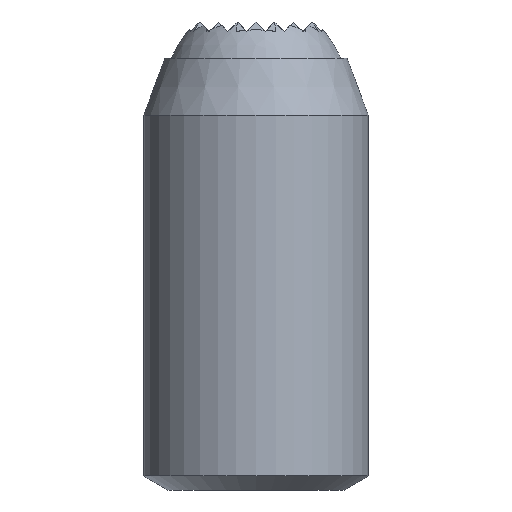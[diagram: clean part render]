
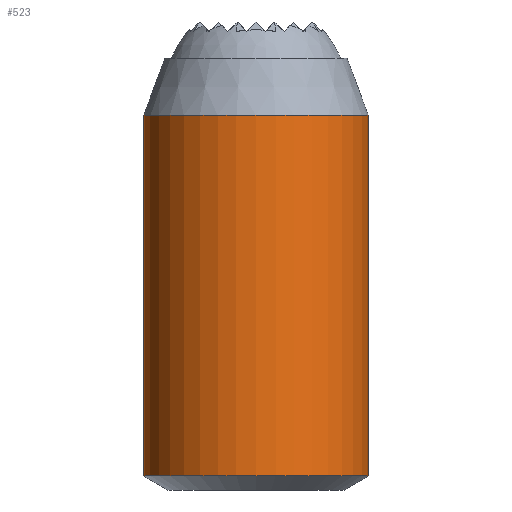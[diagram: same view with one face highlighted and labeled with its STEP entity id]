
A CAD part, front view. The second image highlights one B-rep face of the part: STEP entity #523.
In plain terms, the highlighted cylindrical face has radius 12 mm (diameter 24 mm), a full revolution.
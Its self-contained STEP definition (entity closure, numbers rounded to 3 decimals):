
#523 = ADVANCED_FACE( '', ( #1133, #1134 ), #1135, .T. );
#1133 = FACE_OUTER_BOUND( '', #1828, .T. );
#1134 = FACE_OUTER_BOUND( '', #1829, .T. );
#1135 = CYLINDRICAL_SURFACE( '', #1830, 12. );
#1828 = EDGE_LOOP( '', ( #3182 ) );
#1829 = EDGE_LOOP( '', ( #3183 ) );
#1830 = AXIS2_PLACEMENT_3D( '', #3184, #3185, #3186 );
#3182 = ORIENTED_EDGE( '', *, *, #4321, .T. );
#3183 = ORIENTED_EDGE( '', *, *, #4322, .T. );
#3184 = CARTESIAN_POINT( '', ( 0., 0., 46.14 ) );
#3185 = DIRECTION( '', ( 0., 0., 1. ) );
#3186 = DIRECTION( '', ( -1., 0., 0. ) );
#4321 = EDGE_CURVE( '', #5140, #5140, #5141, .T. );
#4322 = EDGE_CURVE( '', #5142, #5142, #5143, .T. );
#5140 = VERTEX_POINT( '', #6217 );
#5141 = CIRCLE( '', #6218, 12. );
#5142 = VERTEX_POINT( '', #6219 );
#5143 = CIRCLE( '', #6220, 12. );
#6217 = CARTESIAN_POINT( '', ( 12., 0., 1.5 ) );
#6218 = AXIS2_PLACEMENT_3D( '', #6966, #6967, #6968 );
#6219 = CARTESIAN_POINT( '', ( -12., 0., 40.026 ) );
#6220 = AXIS2_PLACEMENT_3D( '', #6969, #6970, #6971 );
#6966 = CARTESIAN_POINT( '', ( 0., 0., 1.5 ) );
#6967 = DIRECTION( '', ( 0., 0., 1. ) );
#6968 = DIRECTION( '', ( 1., 0., 0. ) );
#6969 = CARTESIAN_POINT( '', ( 0., 0., 40.026 ) );
#6970 = DIRECTION( '', ( 0., 0., -1. ) );
#6971 = DIRECTION( '', ( -1., 0., 0. ) );
